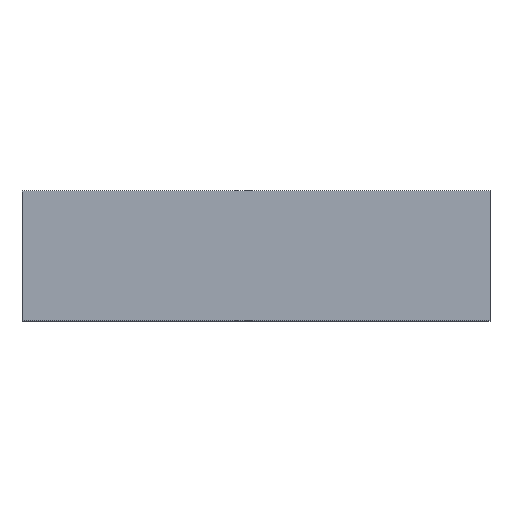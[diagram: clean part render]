
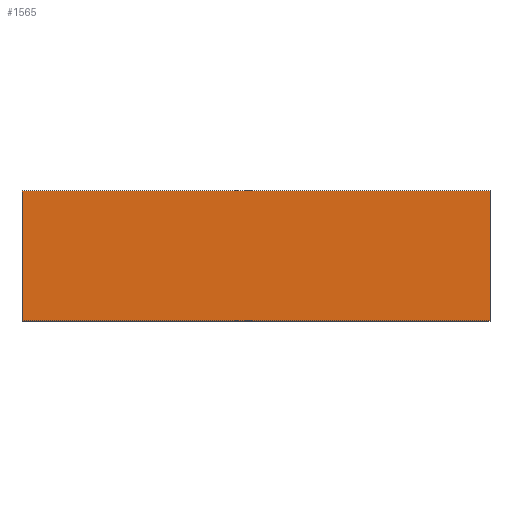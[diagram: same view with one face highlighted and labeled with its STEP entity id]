
A CAD part, top view. The second image highlights one B-rep face of the part: STEP entity #1565.
In plain terms, the highlighted planar face has unit normal (0, 0, 1).
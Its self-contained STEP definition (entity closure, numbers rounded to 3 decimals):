
#1565=ADVANCED_FACE($,(#2181),#8073,.T.);
#2181=FACE_OUTER_BOUND($,#2797,.T.);
#2797=EDGE_LOOP($,(#3528,#3529,#3530,#3531));
#3528=ORIENTED_EDGE($,*,*,#6043,.F.);
#3529=ORIENTED_EDGE($,*,*,#6042,.F.);
#3530=ORIENTED_EDGE($,*,*,#6041,.F.);
#3531=ORIENTED_EDGE($,*,*,#6040,.F.);
#6040=EDGE_CURVE($,#7298,#7299,#8246,.T.);
#6041=EDGE_CURVE($,#7299,#7300,#8247,.T.);
#6042=EDGE_CURVE($,#7300,#7301,#8248,.T.);
#6043=EDGE_CURVE($,#7301,#7298,#8249,.T.);
#7298=VERTEX_POINT($,#9102);
#7299=VERTEX_POINT($,#9103);
#7300=VERTEX_POINT($,#9104);
#7301=VERTEX_POINT($,#9105);
#8073=PLANE($,#8675);
#8246=B_SPLINE_CURVE_WITH_KNOTS($,1,(#9028,#9029),.UNSPECIFIED.,.F.,.F.,
(2,2),(0.,1000.),.UNSPECIFIED.);
#8247=B_SPLINE_CURVE_WITH_KNOTS($,1,(#9030,#9031),.UNSPECIFIED.,.F.,.F.,
(2,2),(0.,3600.),.UNSPECIFIED.);
#8248=B_SPLINE_CURVE_WITH_KNOTS($,1,(#9032,#9033),.UNSPECIFIED.,.F.,.F.,
(2,2),(0.,1000.),.UNSPECIFIED.);
#8249=B_SPLINE_CURVE_WITH_KNOTS($,1,(#9034,#9035),.UNSPECIFIED.,.F.,.F.,
(2,2),(0.,3600.),.UNSPECIFIED.);
#8675=AXIS2_PLACEMENT_3D($,#9081,#8852,$);
#8852=DIRECTION($,(0.,0.,1.));
#9028=CARTESIAN_POINT($,(-350.,-56.,714.));
#9029=CARTESIAN_POINT($,(-350.,944.,714.));
#9030=CARTESIAN_POINT($,(-350.,944.,714.));
#9031=CARTESIAN_POINT($,(3250.,944.,714.));
#9032=CARTESIAN_POINT($,(3250.,944.,714.));
#9033=CARTESIAN_POINT($,(3250.,-56.,714.));
#9034=CARTESIAN_POINT($,(3250.,-56.,714.));
#9035=CARTESIAN_POINT($,(-350.,-56.,714.));
#9081=CARTESIAN_POINT($,(-350.,-56.,714.));
#9102=CARTESIAN_POINT($,(-350.,-56.,714.));
#9103=CARTESIAN_POINT($,(-350.,944.,714.));
#9104=CARTESIAN_POINT($,(3250.,944.,714.));
#9105=CARTESIAN_POINT($,(3250.,-56.,714.));
